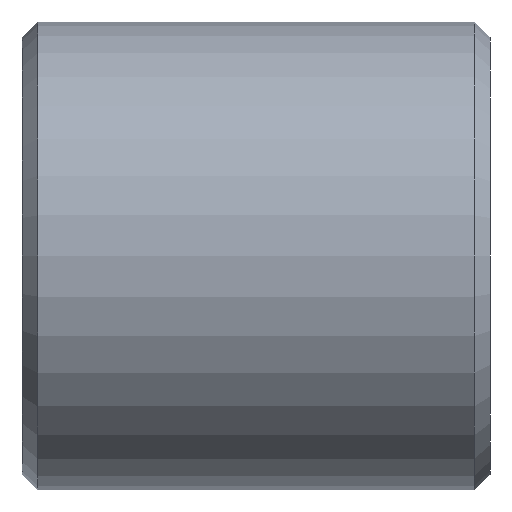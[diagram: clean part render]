
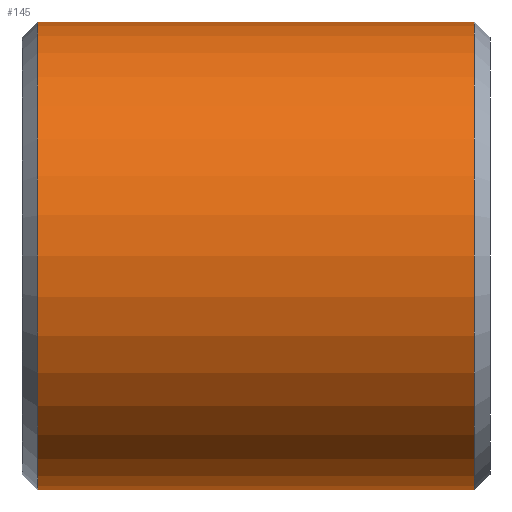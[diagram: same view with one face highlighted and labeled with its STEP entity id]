
A CAD part, left-side view. The second image highlights one B-rep face of the part: STEP entity #145.
In plain terms, the highlighted cylindrical face has radius 7.5 mm (diameter 15 mm), a partial arc.
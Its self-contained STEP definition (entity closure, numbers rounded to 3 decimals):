
#1 = VERTEX_POINT ( 'NONE', #140 ) ;
#11 = VERTEX_POINT ( 'NONE', #126 ) ;
#13 = EDGE_CURVE ( 'NONE', #20, #17, #125, .T. ) ;
#17 = VERTEX_POINT ( 'NONE', #44 ) ;
#20 = VERTEX_POINT ( 'NONE', #42 ) ;
#42 = CARTESIAN_POINT ( 'NONE',  ( 0., -7., -7.5 ) ) ;
#44 = CARTESIAN_POINT ( 'NONE',  ( 0., 7., -7.5 ) ) ;
#82 = ORIENTED_EDGE ( 'NONE', *, *, #144, .F. ) ;
#122 = DIRECTION ( 'NONE',  ( 0., 1., 0. ) ) ;
#123 = VECTOR ( 'NONE', #122, 1000. ) ;
#124 = CARTESIAN_POINT ( 'NONE',  ( 0., 20.182, -7.5 ) ) ;
#125 = LINE ( 'NONE', #124, #123 ) ;
#126 = CARTESIAN_POINT ( 'NONE',  ( 0., 7., 7.5 ) ) ;
#140 = CARTESIAN_POINT ( 'NONE',  ( 0., -7., 7.5 ) ) ;
#144 = EDGE_CURVE ( 'NONE', #17, #11, #232, .T. ) ;
#145 = ADVANCED_FACE ( 'NONE', ( #223 ), #222, .T. ) ;
#208 = EDGE_LOOP ( 'NONE', ( #209, #210, #212, #82 ) ) ;
#209 = ORIENTED_EDGE ( 'NONE', *, *, #13, .F. ) ;
#210 = ORIENTED_EDGE ( 'NONE', *, *, #211, .T. ) ;
#211 = EDGE_CURVE ( 'NONE', #20, #1, #381, .T. ) ;
#212 = ORIENTED_EDGE ( 'NONE', *, *, #240, .T. ) ;
#218 = DIRECTION ( 'NONE',  ( 0., 0., 1. ) ) ;
#219 = DIRECTION ( 'NONE',  ( 0., 1., 0. ) ) ;
#220 = CARTESIAN_POINT ( 'NONE',  ( 0., 20.182, 0. ) ) ;
#221 = AXIS2_PLACEMENT_3D ( 'NONE', #220, #219, #218 ) ;
#222 = CYLINDRICAL_SURFACE ( 'NONE', #221, 7.5 ) ;
#223 = FACE_OUTER_BOUND ( 'NONE', #208, .T. ) ;
#224 = DIRECTION ( 'NONE',  ( 0., 0., 1. ) ) ;
#225 = DIRECTION ( 'NONE',  ( 0., 1., 0. ) ) ;
#226 = CARTESIAN_POINT ( 'NONE',  ( 0., 7., 0. ) ) ;
#227 = AXIS2_PLACEMENT_3D ( 'NONE', #226, #225, #224 ) ;
#232 = CIRCLE ( 'NONE', #227, 7.5 ) ;
#240 = EDGE_CURVE ( 'NONE', #1, #11, #443, .T. ) ;
#280 = DIRECTION ( 'NONE',  ( 0., 1., 0. ) ) ;
#281 = VECTOR ( 'NONE', #280, 1000. ) ;
#282 = CARTESIAN_POINT ( 'NONE',  ( 0., 20.182, 7.5 ) ) ;
#301 = CARTESIAN_POINT ( 'NONE',  ( 0., -7., 0. ) ) ;
#302 = AXIS2_PLACEMENT_3D ( 'NONE', #301, #365, #364 ) ;
#364 = DIRECTION ( 'NONE',  ( 0., 0., 1. ) ) ;
#365 = DIRECTION ( 'NONE',  ( 0., 1., 0. ) ) ;
#381 = CIRCLE ( 'NONE', #302, 7.5 ) ;
#443 = LINE ( 'NONE', #282, #281 ) ;
